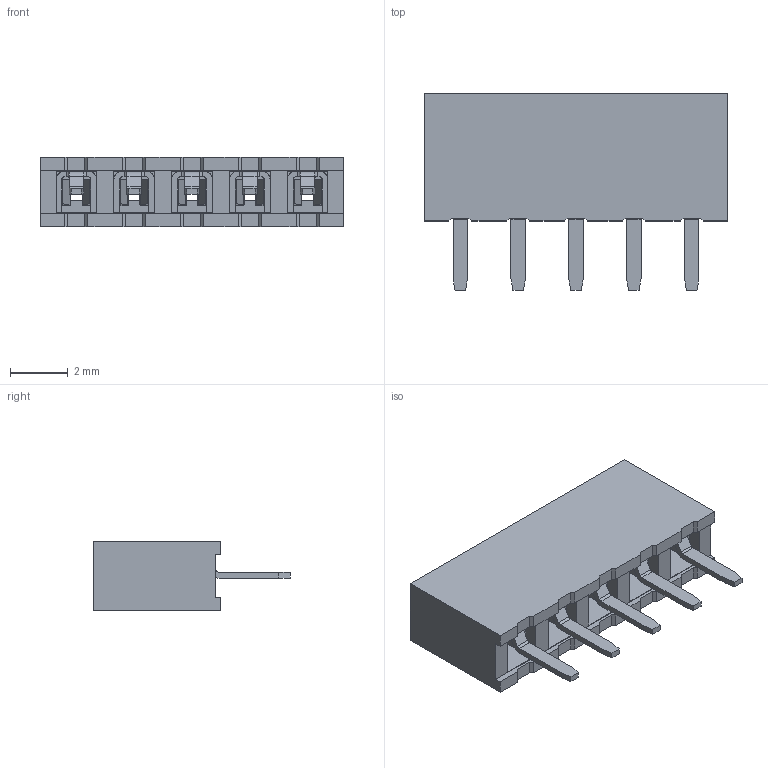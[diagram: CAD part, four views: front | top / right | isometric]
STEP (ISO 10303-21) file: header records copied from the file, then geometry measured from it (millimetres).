
FILE_DESCRIPTION (( 'STEP AP214' ), '1' );
FILE_NAME ('Sullins NPPN051BFCN-RC.STEP', '2016-04-07T20:56:22', ( '' ), ( '' ), 'SwSTEP 2.0', 'SolidWorks 2015', '' );
FILE_SCHEMA (( 'AUTOMOTIVE_DESIGN' ));
Length unit declared in the file: millimetre
Products named in the file (1): Sullins NPPN051BFCN-RC
Bounding box: 10.5 x 6.8 x 2.4 mm (x, y, z)
Volume: 76.6 mm3; surface area: 351.7 mm2
Topology: 1 solids, 1 shells, 505 faces, 1399 edges, 886 vertices
Faces by surface type: plane 320, cylinder 155, bspline 30
Entity records: 22652 total; most frequent: CARTESIAN_POINT 4261, ORIENTED_EDGE 2798, DIRECTION 2481, EDGE_CURVE 1399, VECTOR 1069, LINE 1069, VERTEX_POINT 886, AXIS2_PLACEMENT_3D 706
